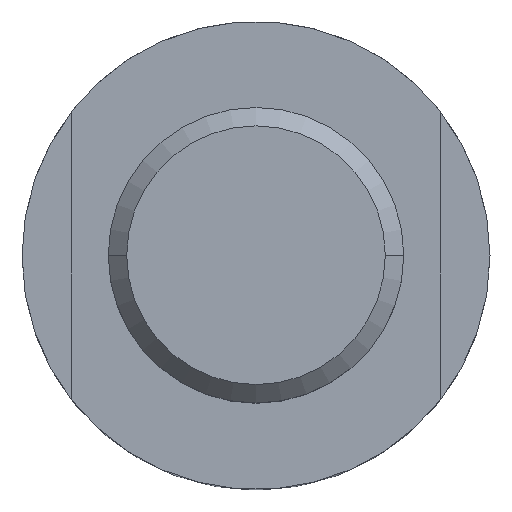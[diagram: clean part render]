
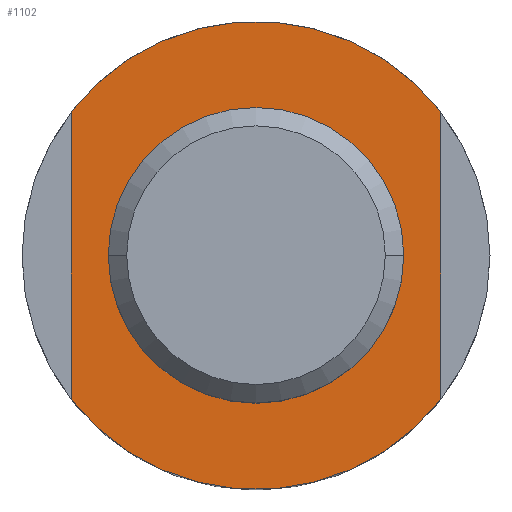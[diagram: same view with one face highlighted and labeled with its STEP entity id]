
A CAD part, top view. The second image highlights one B-rep face of the part: STEP entity #1102.
In plain terms, the highlighted planar face has unit normal (0, 0, 1).
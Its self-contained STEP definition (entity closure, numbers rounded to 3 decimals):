
#558=VERTEX_POINT('',#1480);
#600=EDGE_CURVE('',#1226,#752,#1526,.T.);
#666=VERTEX_POINT('',#1600);
#682=VERTEX_POINT('',#1618);
#708=EDGE_CURVE('',#1234,#1226,#1646,.T.);
#748=EDGE_CURVE('',#682,#666,#1693,.T.);
#752=VERTEX_POINT('',#1697);
#824=EDGE_CURVE('',#558,#1234,#1782,.T.);
#1040=EDGE_CURVE('',#666,#682,#2022,.T.);
#1102=ADVANCED_FACE('',(#2093,#2094),#2095,.T.);
#1226=VERTEX_POINT('',#2234);
#1234=VERTEX_POINT('',#2242);
#1356=EDGE_CURVE('',#752,#558,#2382,.T.);
#1480=CARTESIAN_POINT('',(-7.5,5.831,12.0));
#1526=LINE('',#2593,#2594);
#1600=CARTESIAN_POINT('',(6.,0.,12.0));
#1618=CARTESIAN_POINT('',(-6.,0.,12.0));
#1646=CIRCLE('',#2751,9.5);
#1693=CIRCLE('',#2812,6.);
#1697=CARTESIAN_POINT('',(7.5,5.831,12.0));
#1782=LINE('',#2921,#2922);
#2022=CIRCLE('',#3235,6.);
#2093=FACE_OUTER_BOUND('',#3324,.T.);
#2094=FACE_BOUND('',#3325,.T.);
#2095=PLANE('',#3326);
#2234=CARTESIAN_POINT('',(7.5,-5.831,12.0));
#2242=CARTESIAN_POINT('',(-7.5,-5.831,12.0));
#2382=CIRCLE('',#3693,9.5);
#2593=CARTESIAN_POINT('',(7.5,2.915,12.0));
#2594=VECTOR('',#3879,1.0);
#2751=AXIS2_PLACEMENT_3D('',#4044,#4045,#4046);
#2812=AXIS2_PLACEMENT_3D('',#4120,#4121,#4122);
#2921=CARTESIAN_POINT('',(-7.5,-2.915,12.0));
#2922=VECTOR('',#4259,1.0);
#3235=AXIS2_PLACEMENT_3D('',#4570,#4571,#4572);
#3324=EDGE_LOOP('',(#4668,#4669,#4670,#4671));
#3325=EDGE_LOOP('',(#4672,#4673));
#3326=AXIS2_PLACEMENT_3D('',#4674,#4675,#4676);
#3693=AXIS2_PLACEMENT_3D('',#5089,#5090,#5091);
#3879=DIRECTION('',(0.0,1.0,0.0));
#4044=CARTESIAN_POINT('',(0.0,0.,12.0));
#4045=DIRECTION('',(0.0,0.0,1.0));
#4046=DIRECTION('',(-1.0,0.,0.0));
#4120=CARTESIAN_POINT('',(0.0,0.,12.0));
#4121=DIRECTION('',(0.0,0.0,1.0));
#4122=DIRECTION('',(-1.0,0.,0.0));
#4259=DIRECTION('',(0.0,-1.0,0.0));
#4570=CARTESIAN_POINT('',(0.0,0.,12.0));
#4571=DIRECTION('',(0.0,0.0,1.0));
#4572=DIRECTION('',(-1.0,0.,0.0));
#4668=ORIENTED_EDGE('',*,*,#824,.T.);
#4669=ORIENTED_EDGE('',*,*,#708,.T.);
#4670=ORIENTED_EDGE('',*,*,#600,.T.);
#4671=ORIENTED_EDGE('',*,*,#1356,.T.);
#4672=ORIENTED_EDGE('',*,*,#748,.F.);
#4673=ORIENTED_EDGE('',*,*,#1040,.F.);
#4674=CARTESIAN_POINT('',(-7.75,0.,12.0));
#4675=DIRECTION('',(0.0,0.0,1.0));
#4676=DIRECTION('',(-1.0,0.,0.0));
#5089=CARTESIAN_POINT('',(0.0,0.,12.0));
#5090=DIRECTION('',(0.0,0.0,1.0));
#5091=DIRECTION('',(-1.0,0.,0.0));
